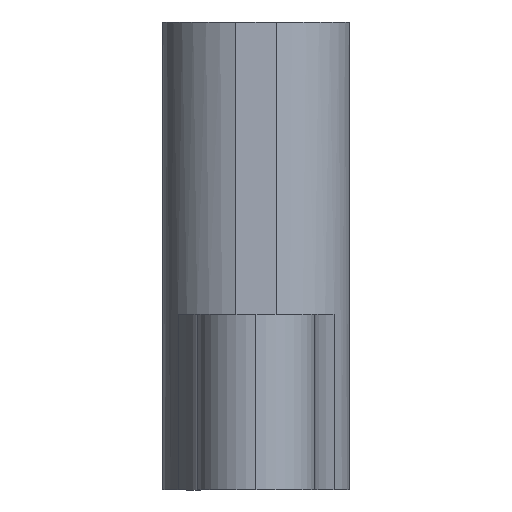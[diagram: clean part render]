
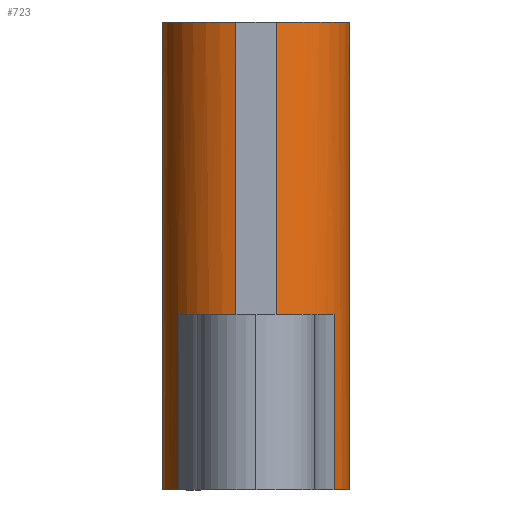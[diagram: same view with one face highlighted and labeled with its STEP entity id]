
A CAD part, left-side view. The second image highlights one B-rep face of the part: STEP entity #723.
In plain terms, the highlighted cylindrical face has radius 8 mm (diameter 16 mm), a partial arc.
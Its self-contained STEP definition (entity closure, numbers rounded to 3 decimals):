
#6 = AXIS2_PLACEMENT_3D ( 'NONE', #662, #666, #668 ) ;
#45 = CARTESIAN_POINT ( 'NONE',  ( 74., 0., 40. ) ) ;
#46 = CARTESIAN_POINT ( 'NONE',  ( 66.194, 1.75, 40. ) ) ;
#48 = CARTESIAN_POINT ( 'NONE',  ( 66.194, 1.75, 15. ) ) ;
#49 = CARTESIAN_POINT ( 'NONE',  ( 69.578, -6.667, 15. ) ) ;
#55 = CARTESIAN_POINT ( 'NONE',  ( 69.578, 6.667, 0. ) ) ;
#58 = CARTESIAN_POINT ( 'NONE',  ( 69.578, 6.667, 15. ) ) ;
#60 = CARTESIAN_POINT ( 'NONE',  ( 66.194, -1.75, 15. ) ) ;
#66 = CARTESIAN_POINT ( 'NONE',  ( 69.578, 6.667, 15. ) ) ;
#71 = CARTESIAN_POINT ( 'NONE',  ( 69.578, -6.667, 0. ) ) ;
#79 = CARTESIAN_POINT ( 'NONE',  ( 66.194, -1.75, 115.082 ) ) ;
#84 = CARTESIAN_POINT ( 'NONE',  ( 69.578, -6.667, 15. ) ) ;
#100 = DIRECTION ( 'NONE',  ( 1., 0., 0. ) ) ;
#114 = DIRECTION ( 'NONE',  ( 0., 0., -1. ) ) ;
#138 = DIRECTION ( 'NONE',  ( 0., 0., 1. ) ) ;
#144 = DIRECTION ( 'NONE',  ( 0., 0., -1. ) ) ;
#147 = CARTESIAN_POINT ( 'NONE',  ( 66.194, -1.75, 40. ) ) ;
#153 = DIRECTION ( 'NONE',  ( 0., 0., 1. ) ) ;
#155 = VERTEX_POINT ( 'NONE', #66 ) ;
#162 = ORIENTED_EDGE ( 'NONE', *, *, #609, .T. ) ;
#179 = LINE ( 'NONE', #49, #378 ) ;
#181 = ORIENTED_EDGE ( 'NONE', *, *, #591, .T. ) ;
#203 = EDGE_LOOP ( 'NONE', ( #181, #162, #369, #341, #272, #500, #241, #209 ) ) ;
#209 = ORIENTED_EDGE ( 'NONE', *, *, #586, .F. ) ;
#213 = VERTEX_POINT ( 'NONE', #71 ) ;
#214 = VERTEX_POINT ( 'NONE', #84 ) ;
#223 = VECTOR ( 'NONE', #114, 1000. ) ;
#241 = ORIENTED_EDGE ( 'NONE', *, *, #634, .F. ) ;
#257 = CIRCLE ( 'NONE', #763, 8. ) ;
#272 = ORIENTED_EDGE ( 'NONE', *, *, #582, .T. ) ;
#290 = LINE ( 'NONE', #806, #345 ) ;
#303 = LINE ( 'NONE', #58, #492 ) ;
#316 = VERTEX_POINT ( 'NONE', #48 ) ;
#341 = ORIENTED_EDGE ( 'NONE', *, *, #632, .T. ) ;
#345 = VECTOR ( 'NONE', #924, 1000. ) ;
#346 = VERTEX_POINT ( 'NONE', #147 ) ;
#366 = CIRCLE ( 'NONE', #756, 8. ) ;
#369 = ORIENTED_EDGE ( 'NONE', *, *, #580, .T. ) ;
#378 = VECTOR ( 'NONE', #144, 1000. ) ;
#384 = FACE_OUTER_BOUND ( 'NONE', #203, .T. ) ;
#388 = VERTEX_POINT ( 'NONE', #55 ) ;
#389 = CIRCLE ( 'NONE', #577, 8. ) ;
#401 = CIRCLE ( 'NONE', #751, 8. ) ;
#492 = VECTOR ( 'NONE', #153, 1000. ) ;
#495 = CYLINDRICAL_SURFACE ( 'NONE', #6, 8. ) ;
#500 = ORIENTED_EDGE ( 'NONE', *, *, #624, .T. ) ;
#506 = VERTEX_POINT ( 'NONE', #60 ) ;
#518 = VERTEX_POINT ( 'NONE', #46 ) ;
#520 = LINE ( 'NONE', #79, #223 ) ;
#577 = AXIS2_PLACEMENT_3D ( 'NONE', #45, #138, #100 ) ;
#580 = EDGE_CURVE ( 'NONE', #214, #213, #179, .T. ) ;
#582 = EDGE_CURVE ( 'NONE', #388, #155, #303, .T. ) ;
#586 = EDGE_CURVE ( 'NONE', #346, #518, #389, .T. ) ;
#591 = EDGE_CURVE ( 'NONE', #346, #506, #520, .T. ) ;
#609 = EDGE_CURVE ( 'NONE', #506, #214, #257, .T. ) ;
#624 = EDGE_CURVE ( 'NONE', #155, #316, #366, .T. ) ;
#632 = EDGE_CURVE ( 'NONE', #213, #388, #401, .T. ) ;
#634 = EDGE_CURVE ( 'NONE', #518, #316, #290, .T. ) ;
#662 = CARTESIAN_POINT ( 'NONE',  ( 74., 0., 15. ) ) ;
#666 = DIRECTION ( 'NONE',  ( 0., 0., -1. ) ) ;
#668 = DIRECTION ( 'NONE',  ( -1., 0., 0. ) ) ;
#723 = ADVANCED_FACE ( 'NONE', ( #384 ), #495, .T. ) ;
#751 = AXIS2_PLACEMENT_3D ( 'NONE', #785, #920, #923 ) ;
#756 = AXIS2_PLACEMENT_3D ( 'NONE', #802, #811, #917 ) ;
#763 = AXIS2_PLACEMENT_3D ( 'NONE', #793, #791, #790 ) ;
#785 = CARTESIAN_POINT ( 'NONE',  ( 74., 0., 0. ) ) ;
#790 = DIRECTION ( 'NONE',  ( 1., 0., 0. ) ) ;
#791 = DIRECTION ( 'NONE',  ( 0., 0., 1. ) ) ;
#793 = CARTESIAN_POINT ( 'NONE',  ( 74., 0., 15. ) ) ;
#802 = CARTESIAN_POINT ( 'NONE',  ( 74., 0., 15. ) ) ;
#806 = CARTESIAN_POINT ( 'NONE',  ( 66.194, 1.75, 115.082 ) ) ;
#811 = DIRECTION ( 'NONE',  ( 0., 0., 1. ) ) ;
#917 = DIRECTION ( 'NONE',  ( 1., 0., 0. ) ) ;
#920 = DIRECTION ( 'NONE',  ( 0., 0., 1. ) ) ;
#923 = DIRECTION ( 'NONE',  ( 1., 0., 0. ) ) ;
#924 = DIRECTION ( 'NONE',  ( 0., 0., -1. ) ) ;
